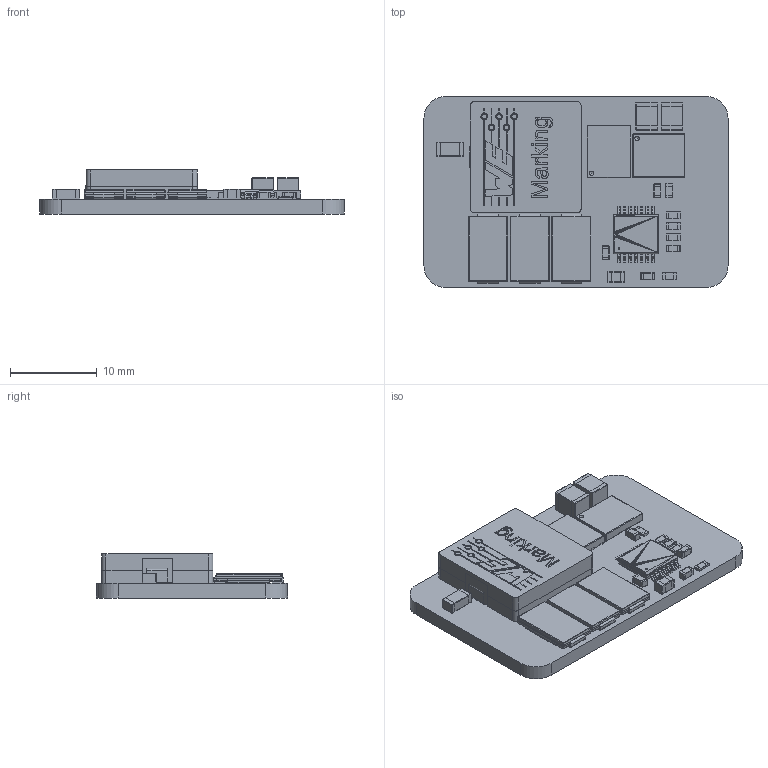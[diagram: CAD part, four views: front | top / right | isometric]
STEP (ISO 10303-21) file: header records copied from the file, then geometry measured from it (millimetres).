
FILE_DESCRIPTION(('Open CASCADE Model'),'2;1');
FILE_NAME('Open CASCADE Shape Model','2020-07-17T19:51:55',('Author'),( 'Open CASCADE'),'Open CASCADE STEP processor 6.8','Open CASCADE 6.8' ,'Unknown');
FILE_SCHEMA(('AUTOMOTIVE_DESIGN { 1 0 10303 214 1 1 1 1 }'));
Length unit declared in the file: millimetre
Products named in the file (85): PCB; Board; Open CASCADE STEP translator 6.8 3.1.1; Rt2; 5690280992; Mid_Body; Terminal; Open_CASCADE_STEP_translator_6.8_9.2.1; Mark; Ron; U1; 5690292512; Rilim; 5690292752; Rt1; Rb1; 5690283712; L1; WE-HCI-1335_rev1; Gehäuse; Spule; Boden; Klebemasse; Cvcc; 6845237744; Open_CASCADE_STEP_translator_6.8_15.1.1; Open_CASCADE_STEP_translator_6.8_15.1.2; Open_CASCADE_STEP_translator_6.8_15.2.1; Css; 5690293472; Cout3; 5690291792; Body; Lead; Cout2; Cout1; Cin1; 5690285632; Open_CASCADE_STEP_translator_6.8_24.1.1; Open_CASCADE_STEP_translator_6.8_24.1.2 ...
Assembly tree (96 placements, depth 5):
  PCB
    Board
      Open CASCADE STEP translator 6.8 3.1.1
    Rt2
      5690280992
        Mid_Body
        Terminal  x2
          Open_CASCADE_STEP_translator_6.8_9.2.1
        Mark
    Ron
      5690280992
        Mid_Body
        Terminal  x2
          Open_CASCADE_STEP_translator_6.8_9.2.1
        Mark
    U1
      5690292512
    Rilim
      5690292752
        Mid_Body
        Terminal  x2
          Open_CASCADE_STEP_translator_6.8_9.2.1
        Mark
    Rt1
      5690280992
        Mid_Body
        Terminal  x2
          Open_CASCADE_STEP_translator_6.8_9.2.1
        Mark
    Rb1
      5690283712
        Mid_Body
        Terminal  x2
          Open_CASCADE_STEP_translator_6.8_9.2.1
        Mark
    L1
      WE-HCI-1335_rev1
        Gehäuse
        Spule
        Boden
        Klebemasse  x2
    Cvcc
      6845237744
        Terminal
          Open_CASCADE_STEP_translator_6.8_15.1.1
          Open_CASCADE_STEP_translator_6.8_15.1.2
        Mid_Body
          Open_CASCADE_STEP_translator_6.8_15.2.1
    Css
      5690293472
        Terminal
          Open_CASCADE_STEP_translator_6.8_15.1.1
          Open_CASCADE_STEP_translator_6.8_15.1.2
        Mid_Body
          Open_CASCADE_STEP_translator_6.8_15.2.1
    Cout3
      5690291792
        Body
          Open_CASCADE_STEP_translator_6.8_15.1.1
        Lead  x2
Bounding box: 35 x 22 x 5.09 mm (x, y, z)
Volume: 2024.7 mm3; surface area: 4379.9 mm2
Topology: 71 solids, 704 shells, 2088 faces, 5290 edges, 3901 vertices
Faces by surface type: plane 1568, cylinder 327, sphere 104, bspline 58, extrusion 31
Full cylindrical faces by diameter (mm): 4.8 x1
Entity records: 57360 total; most frequent: CARTESIAN_POINT 12575, DIRECTION 6956, ORIENTED_EDGE 5855, EDGE_CURVE 3877, VECTOR 3236, LINE 3205, VERTEX_POINT 3127, AXIS2_PLACEMENT_3D 1860
